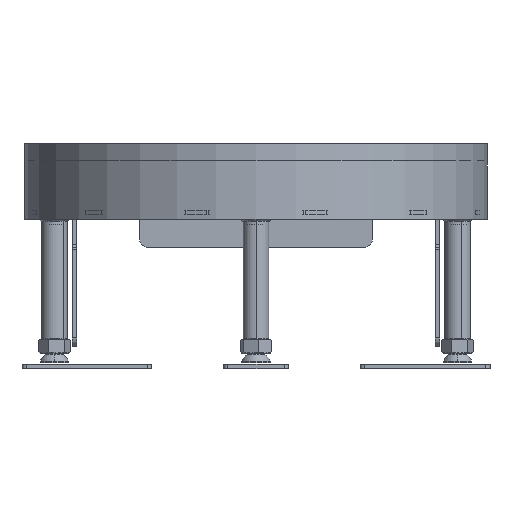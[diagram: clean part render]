
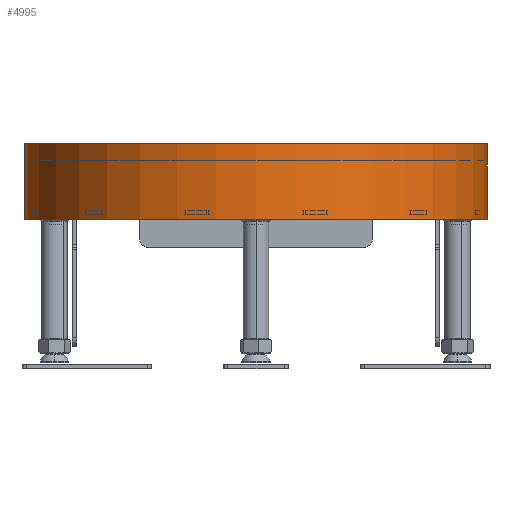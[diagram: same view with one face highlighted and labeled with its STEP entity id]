
A CAD part, left-side view. The second image highlights one B-rep face of the part: STEP entity #4995.
In plain terms, the highlighted cylindrical face has radius 107 mm (diameter 214 mm), a partial arc.
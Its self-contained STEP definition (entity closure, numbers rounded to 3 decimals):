
#3831=CARTESIAN_POINT('',(0.,0.,24.1));
#3832=DIRECTION('',(0.,0.,-1.));
#3833=DIRECTION('',(0.028,-1.,0.));
#3834=AXIS2_PLACEMENT_3D('',#3831,#3832,#3833);
#3857=CARTESIAN_POINT('',(0.,0.,21.1));
#3858=DIRECTION('',(0.,0.,-1.));
#3859=DIRECTION('',(0.063,-0.998,0.));
#3860=AXIS2_PLACEMENT_3D('',#3857,#3858,#3859);
#3883=CARTESIAN_POINT('',(0.,0.,31.9));
#3884=DIRECTION('',(0.,0.,1.));
#3885=DIRECTION('',(0.047,-0.999,0.));
#3886=AXIS2_PLACEMENT_3D('',#3883,#3884,#3885);
#3900=CARTESIAN_POINT('',(0.,0.,35.));
#3901=DIRECTION('',(0.,0.,1.));
#3902=DIRECTION('',(0.,1.,0.));
#3903=AXIS2_PLACEMENT_3D('',#3900,#3901,#3902);
#3905=DIRECTION('',(0.,0.,1.));
#3906=VECTOR('',#3905,5.1);
#3907=CARTESIAN_POINT('',(-0.051,-107.,29.9));
#3908=LINE('',#3907,#3906);
#3909=CARTESIAN_POINT('',(0.958,-106.996,28.9));
#3910=CARTESIAN_POINT('',(0.402,-107.001,
28.95));
#3911=CARTESIAN_POINT('',(0.066,-107.,
29.283));
#3912=CARTESIAN_POINT('',(-0.051,-107.,29.9));
#3914=CARTESIAN_POINT('',(3.985,-106.926,29.9));
#3915=CARTESIAN_POINT('',(3.935,-106.928,29.35));
#3916=CARTESIAN_POINT('',(3.599,-106.941,29.017));
#3917=CARTESIAN_POINT('',(2.976,-106.959,28.9));
#3919=DIRECTION('',(0.,0.,-1.));
#3920=VECTOR('',#3919,1.);
#3921=CARTESIAN_POINT('',(3.985,-106.926,30.9));
#3922=LINE('',#3921,#3920);
#3923=CARTESIAN_POINT('',(4.993,-106.883,31.9));
#3924=CARTESIAN_POINT('',(4.438,-106.909,31.85));
#3925=CARTESIAN_POINT('',(4.102,-106.921,31.517));
#3926=CARTESIAN_POINT('',(3.985,-106.926,30.9));
#3928=CARTESIAN_POINT('',(7.714,-106.722,30.9));
#3929=CARTESIAN_POINT('',(7.664,-106.725,31.45));
#3930=CARTESIAN_POINT('',(7.328,-106.751,31.783));
#3931=CARTESIAN_POINT('',(6.707,-106.79,31.9));
#3933=DIRECTION('',(0.,0.,1.));
#3934=VECTOR('',#3933,8.8);
#3935=CARTESIAN_POINT('',(7.714,-106.722,22.1));
#3936=LINE('',#3935,#3934);
#3937=CARTESIAN_POINT('',(6.707,-106.79,21.1));
#3938=CARTESIAN_POINT('',(7.261,-106.755,21.15));
#3939=CARTESIAN_POINT('',(7.597,-106.73,21.483));
#3940=CARTESIAN_POINT('',(7.714,-106.722,22.1));
#3942=CARTESIAN_POINT('',(3.985,-106.926,22.1));
#3943=CARTESIAN_POINT('',(4.035,-106.924,21.55));
#3944=CARTESIAN_POINT('',(4.371,-106.912,21.217));
#3945=CARTESIAN_POINT('',(4.993,-106.883,21.1));
#3947=DIRECTION('',(0.,0.,-1.));
#3948=VECTOR('',#3947,1.);
#3949=CARTESIAN_POINT('',(3.985,-106.926,23.1));
#3950=LINE('',#3949,#3948);
#3951=CARTESIAN_POINT('',(2.976,-106.959,24.1));
#3952=CARTESIAN_POINT('',(3.532,-106.943,24.05));
#3953=CARTESIAN_POINT('',(3.868,-106.93,23.717));
#3954=CARTESIAN_POINT('',(3.985,-106.926,23.1));
#3956=CARTESIAN_POINT('',(-0.051,-107.,23.1));
#3957=CARTESIAN_POINT('',(-0.001,-107.,
23.65));
#3958=CARTESIAN_POINT('',(0.336,-107.001,
23.983));
#3959=CARTESIAN_POINT('',(0.958,-106.996,24.1));
#3961=DIRECTION('',(0.,0.,1.));
#3962=VECTOR('',#3961,23.1);
#3963=CARTESIAN_POINT('',(-0.051,-107.,
0.));
#3964=LINE('',#3963,#3962);
#3965=CARTESIAN_POINT('',(0.,0.,0.));
#3966=DIRECTION('',(0.,0.,-1.));
#3967=DIRECTION('',(0.,-1.,0.));
#3968=AXIS2_PLACEMENT_3D('',#3965,#3966,#3967);
#4233=DIRECTION('',(0.,0.,1.));
#4234=VECTOR('',#4233,35.);
#4235=CARTESIAN_POINT('',(-0.05,107.,
0.));
#4236=LINE('',#4235,#4234);
#4441=CARTESIAN_POINT('',(0.,0.,28.9));
#4442=DIRECTION('',(0.,0.,1.));
#4443=DIRECTION('',(0.009,-1.,0.));
#4444=AXIS2_PLACEMENT_3D('',#4441,#4442,#4443);
#4454=VERTEX_POINT('',#3956);
#4455=VERTEX_POINT('',#3959);
#4456=VERTEX_POINT('',#3951);
#4457=VERTEX_POINT('',#3954);
#4458=CARTESIAN_POINT('',(3.985,-106.926,22.1));
#4459=VERTEX_POINT('',#4458);
#4460=VERTEX_POINT('',#3945);
#4461=CARTESIAN_POINT('',(-0.051,-107.,
0.));
#4462=VERTEX_POINT('',#4461);
#4463=VERTEX_POINT('',#3928);
#4464=VERTEX_POINT('',#3931);
#4465=CARTESIAN_POINT('',(6.707,-106.79,21.1));
#4466=VERTEX_POINT('',#4465);
#4467=CARTESIAN_POINT('',(7.714,-106.722,22.1));
#4468=VERTEX_POINT('',#4467);
#4469=CARTESIAN_POINT('',(3.985,-106.926,30.9));
#4470=CARTESIAN_POINT('',(3.985,-106.926,29.9));
#4471=VERTEX_POINT('',#4469);
#4472=VERTEX_POINT('',#4470);
#4473=CARTESIAN_POINT('',(0.958,-106.996,28.9));
#4474=CARTESIAN_POINT('',(2.976,-106.959,28.9));
#4475=VERTEX_POINT('',#4473);
#4476=VERTEX_POINT('',#4474);
#4477=VERTEX_POINT('',#3923);
#4478=CARTESIAN_POINT('',(-0.051,-107.,29.9));
#4479=CARTESIAN_POINT('',(-0.051,-107.,35.));
#4480=VERTEX_POINT('',#4478);
#4481=VERTEX_POINT('',#4479);
#4542=CARTESIAN_POINT('',(-0.05,107.,35.));
#4544=VERTEX_POINT('',#4542);
#4550=CARTESIAN_POINT('',(-0.05,107.,
0.));
#4552=VERTEX_POINT('',#4550);
#4963=CARTESIAN_POINT('',(0.,0.,359.97));
#4964=DIRECTION('',(0.,0.,-1.));
#4965=DIRECTION('',(-1.,0.,0.));
#4966=AXIS2_PLACEMENT_3D('',#4963,#4964,#4965);
#4967=CYLINDRICAL_SURFACE('',#4966,107.);
#4969=ORIENTED_EDGE('',*,*,#4968,.T.);
#4971=ORIENTED_EDGE('',*,*,#4970,.F.);
#4973=ORIENTED_EDGE('',*,*,#4972,.F.);
#4975=ORIENTED_EDGE('',*,*,#4974,.T.);
#4976=ORIENTED_EDGE('',*,*,#4953,.F.);
#4977=ORIENTED_EDGE('',*,*,#4923,.F.);
#4978=ORIENTED_EDGE('',*,*,#4908,.F.);
#4979=ORIENTED_EDGE('',*,*,#4873,.T.);
#4980=ORIENTED_EDGE('',*,*,#4858,.F.);
#4981=ORIENTED_EDGE('',*,*,#4823,.F.);
#4982=ORIENTED_EDGE('',*,*,#4808,.F.);
#4983=ORIENTED_EDGE('',*,*,#4773,.T.);
#4984=ORIENTED_EDGE('',*,*,#4758,.F.);
#4985=ORIENTED_EDGE('',*,*,#4723,.F.);
#4986=ORIENTED_EDGE('',*,*,#4708,.F.);
#4987=ORIENTED_EDGE('',*,*,#4673,.T.);
#4988=ORIENTED_EDGE('',*,*,#4658,.F.);
#4989=ORIENTED_EDGE('',*,*,#4623,.F.);
#4990=ORIENTED_EDGE('',*,*,#4608,.T.);
#4992=ORIENTED_EDGE('',*,*,#4991,.T.);
#4993=EDGE_LOOP('',(#4969,#4971,#4973,#4975,#4976,#4977,#4978,#4979,#4980,#4981,
#4982,#4983,#4984,#4985,#4986,#4987,#4988,#4989,#4990,#4992));
#4994=FACE_OUTER_BOUND('',#4993,.F.);
#4995=ADVANCED_FACE('',(#4994),#4967,.T.);
#3835=CIRCLE('',#3834,107.);
#3861=CIRCLE('',#3860,107.);
#3887=CIRCLE('',#3886,107.);
#3904=CIRCLE('',#3903,107.);
#3913=B_SPLINE_CURVE_WITH_KNOTS('',3,(#3909,#3910,#3911,#3912),.UNSPECIFIED.,
.F.,.F.,(4,4),(0.,1.),.UNSPECIFIED.);
#3918=B_SPLINE_CURVE_WITH_KNOTS('',3,(#3914,#3915,#3916,#3917),.UNSPECIFIED.,
.F.,.F.,(4,4),(0.,1.),.UNSPECIFIED.);
#3927=B_SPLINE_CURVE_WITH_KNOTS('',3,(#3923,#3924,#3925,#3926),.UNSPECIFIED.,
.F.,.F.,(4,4),(0.,1.),.UNSPECIFIED.);
#3932=B_SPLINE_CURVE_WITH_KNOTS('',3,(#3928,#3929,#3930,#3931),.UNSPECIFIED.,
.F.,.F.,(4,4),(0.,1.),.UNSPECIFIED.);
#3941=B_SPLINE_CURVE_WITH_KNOTS('',3,(#3937,#3938,#3939,#3940),.UNSPECIFIED.,
.F.,.F.,(4,4),(0.,1.),.UNSPECIFIED.);
#3946=B_SPLINE_CURVE_WITH_KNOTS('',3,(#3942,#3943,#3944,#3945),.UNSPECIFIED.,
.F.,.F.,(4,4),(0.,1.),.UNSPECIFIED.);
#3955=B_SPLINE_CURVE_WITH_KNOTS('',3,(#3951,#3952,#3953,#3954),.UNSPECIFIED.,
.F.,.F.,(4,4),(0.,1.),.UNSPECIFIED.);
#3960=B_SPLINE_CURVE_WITH_KNOTS('',3,(#3956,#3957,#3958,#3959),.UNSPECIFIED.,
.F.,.F.,(4,4),(0.,1.),.UNSPECIFIED.);
#3969=CIRCLE('',#3968,107.);
#4445=CIRCLE('',#4444,107.);
#4608=EDGE_CURVE('',#4462,#4552,#3969,.T.);
#4623=EDGE_CURVE('',#4462,#4454,#3964,.T.);
#4658=EDGE_CURVE('',#4454,#4455,#3960,.T.);
#4673=EDGE_CURVE('',#4456,#4455,#3835,.T.);
#4708=EDGE_CURVE('',#4456,#4457,#3955,.T.);
#4723=EDGE_CURVE('',#4457,#4459,#3950,.T.);
#4758=EDGE_CURVE('',#4459,#4460,#3946,.T.);
#4773=EDGE_CURVE('',#4466,#4460,#3861,.T.);
#4808=EDGE_CURVE('',#4466,#4468,#3941,.T.);
#4823=EDGE_CURVE('',#4468,#4463,#3936,.T.);
#4858=EDGE_CURVE('',#4463,#4464,#3932,.T.);
#4873=EDGE_CURVE('',#4477,#4464,#3887,.T.);
#4908=EDGE_CURVE('',#4477,#4471,#3927,.T.);
#4923=EDGE_CURVE('',#4471,#4472,#3922,.T.);
#4953=EDGE_CURVE('',#4472,#4476,#3918,.T.);
#4968=EDGE_CURVE('',#4544,#4481,#3904,.T.);
#4970=EDGE_CURVE('',#4480,#4481,#3908,.T.);
#4972=EDGE_CURVE('',#4475,#4480,#3913,.T.);
#4974=EDGE_CURVE('',#4475,#4476,#4445,.T.);
#4991=EDGE_CURVE('',#4552,#4544,#4236,.T.);
